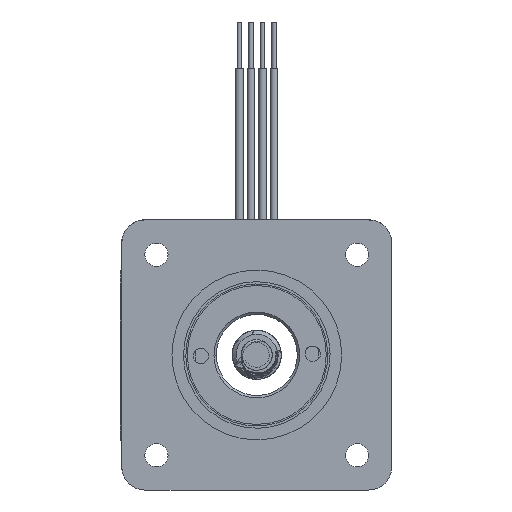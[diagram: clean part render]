
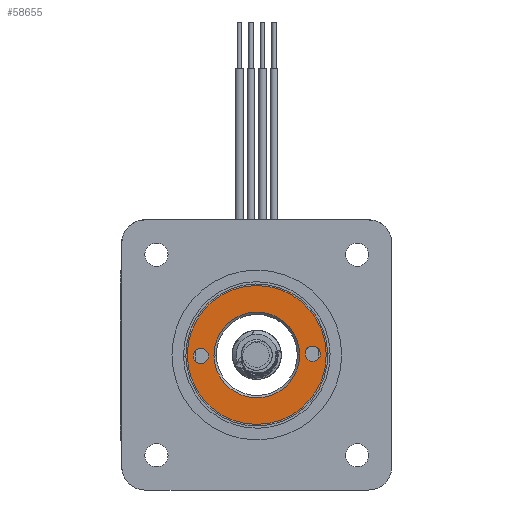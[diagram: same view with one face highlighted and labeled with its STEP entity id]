
A CAD part, front view. The second image highlights one B-rep face of the part: STEP entity #58655.
In plain terms, the highlighted face is planar.
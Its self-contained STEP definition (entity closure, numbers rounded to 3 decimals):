
#513 = DIRECTION ( 'NONE',  ( 1., 0., 0. ) ) ;
#971 = AXIS2_PLACEMENT_3D ( 'NONE', #59450, #22044, #31326 ) ;
#2792 = PLANE ( 'NONE',  #7399 ) ;
#4602 = CIRCLE ( 'NONE', #50894, 5.55 ) ;
#5445 = CARTESIAN_POINT ( 'NONE',  ( 0., 0., 0. ) ) ;
#6569 = ORIENTED_EDGE ( 'NONE', *, *, #20955, .T. ) ;
#7399 = AXIS2_PLACEMENT_3D ( 'NONE', #21630, #40816, #17317 ) ;
#9148 = VERTEX_POINT ( 'NONE', #22039 ) ;
#9681 = VERTEX_POINT ( 'NONE', #33303 ) ;
#11865 = ORIENTED_EDGE ( 'NONE', *, *, #49402, .T. ) ;
#13821 = EDGE_CURVE ( 'NONE', #53655, #48354, #4602, .T. ) ;
#14285 = DIRECTION ( 'NONE',  ( 1., 0., 0. ) ) ;
#14660 = CIRCLE ( 'NONE', #38345, 1. ) ;
#14925 = ORIENTED_EDGE ( 'NONE', *, *, #39744, .T. ) ;
#15345 = CARTESIAN_POINT ( 'NONE',  ( 8.25, 0., 0. ) ) ;
#16307 = CARTESIAN_POINT ( 'NONE',  ( 0., 0., 0. ) ) ;
#16745 = CARTESIAN_POINT ( 'NONE',  ( 5.55, 0., 0. ) ) ;
#17317 = DIRECTION ( 'NONE',  ( 1., 0., 0. ) ) ;
#18243 = DIRECTION ( 'NONE',  ( 0., 0., 1. ) ) ;
#20955 = EDGE_CURVE ( 'NONE', #48510, #59670, #43407, .T. ) ;
#21239 = DIRECTION ( 'NONE',  ( 1., 0., 0. ) ) ;
#21322 = FACE_OUTER_BOUND ( 'NONE', #25463, .T. ) ;
#21443 = ORIENTED_EDGE ( 'NONE', *, *, #57729, .T. ) ;
#21630 = CARTESIAN_POINT ( 'NONE',  ( 0., 0., 0. ) ) ;
#22039 = CARTESIAN_POINT ( 'NONE',  ( 6.25, 0., 0. ) ) ;
#22044 = DIRECTION ( 'NONE',  ( 0., 0., -1. ) ) ;
#23995 = DIRECTION ( 'NONE',  ( 0., 0., 1. ) ) ;
#24891 = CARTESIAN_POINT ( 'NONE',  ( -9.2, 0., 0. ) ) ;
#25463 = EDGE_LOOP ( 'NONE', ( #6569, #21443 ) ) ;
#25669 = CARTESIAN_POINT ( 'NONE',  ( 0., 0., 0. ) ) ;
#26299 = AXIS2_PLACEMENT_3D ( 'NONE', #16307, #44751, #21239 ) ;
#26890 = FACE_BOUND ( 'NONE', #49833, .T. ) ;
#27513 = AXIS2_PLACEMENT_3D ( 'NONE', #41338, #60176, #41943 ) ;
#29335 = AXIS2_PLACEMENT_3D ( 'NONE', #37789, #56628, #14285 ) ;
#30179 = CARTESIAN_POINT ( 'NONE',  ( -8.25, 0., 0. ) ) ;
#31140 = AXIS2_PLACEMENT_3D ( 'NONE', #5445, #23995, #513 ) ;
#31326 = DIRECTION ( 'NONE',  ( 1., 0., 0. ) ) ;
#33303 = CARTESIAN_POINT ( 'NONE',  ( -6.25, 0., 0. ) ) ;
#33421 = CARTESIAN_POINT ( 'NONE',  ( 7.25, 0., 0. ) ) ;
#33837 = EDGE_CURVE ( 'NONE', #9681, #44866, #49064, .T. ) ;
#36266 = CARTESIAN_POINT ( 'NONE',  ( -7.25, 0., 0. ) ) ;
#37789 = CARTESIAN_POINT ( 'NONE',  ( -7.25, 0., 0. ) ) ;
#38345 = AXIS2_PLACEMENT_3D ( 'NONE', #33421, #52280, #47640 ) ;
#39744 = EDGE_CURVE ( 'NONE', #9148, #41099, #14660, .T. ) ;
#40165 = ORIENTED_EDGE ( 'NONE', *, *, #55265, .T. ) ;
#40816 = DIRECTION ( 'NONE',  ( 0., 0., 1. ) ) ;
#40851 = ORIENTED_EDGE ( 'NONE', *, *, #33837, .T. ) ;
#41099 = VERTEX_POINT ( 'NONE', #15345 ) ;
#41338 = CARTESIAN_POINT ( 'NONE',  ( 7.25, 0., 0. ) ) ;
#41943 = DIRECTION ( 'NONE',  ( 1., 0., 0. ) ) ;
#43407 = CIRCLE ( 'NONE', #971, 9.2 ) ;
#44751 = DIRECTION ( 'NONE',  ( 0., 0., -1. ) ) ;
#44832 = FACE_BOUND ( 'NONE', #54524, .T. ) ;
#44866 = VERTEX_POINT ( 'NONE', #30179 ) ;
#45915 = CARTESIAN_POINT ( 'NONE',  ( -5.55, 0., 0. ) ) ;
#46120 = CARTESIAN_POINT ( 'NONE',  ( 9.2, 0., 0. ) ) ;
#47640 = DIRECTION ( 'NONE',  ( 1., 0., 0. ) ) ;
#48354 = VERTEX_POINT ( 'NONE', #16745 ) ;
#48510 = VERTEX_POINT ( 'NONE', #46120 ) ;
#49064 = CIRCLE ( 'NONE', #29335, 1. ) ;
#49402 = EDGE_CURVE ( 'NONE', #41099, #9148, #54155, .T. ) ;
#49833 = EDGE_LOOP ( 'NONE', ( #55175, #55019 ) ) ;
#50173 = DIRECTION ( 'NONE',  ( 0., 0., 1. ) ) ;
#50412 = DIRECTION ( 'NONE',  ( 1., 0., 0. ) ) ;
#50894 = AXIS2_PLACEMENT_3D ( 'NONE', #25669, #18243, #50412 ) ;
#51140 = EDGE_LOOP ( 'NONE', ( #11865, #14925 ) ) ;
#52280 = DIRECTION ( 'NONE',  ( 0., 0., 1. ) ) ;
#52965 = CIRCLE ( 'NONE', #26299, 9.2 ) ;
#53304 = AXIS2_PLACEMENT_3D ( 'NONE', #36266, #50173, #55115 ) ;
#53655 = VERTEX_POINT ( 'NONE', #45915 ) ;
#54155 = CIRCLE ( 'NONE', #27513, 1. ) ;
#54524 = EDGE_LOOP ( 'NONE', ( #40851, #40165 ) ) ;
#54839 = CIRCLE ( 'NONE', #31140, 5.55 ) ;
#55019 = ORIENTED_EDGE ( 'NONE', *, *, #59640, .T. ) ;
#55115 = DIRECTION ( 'NONE',  ( 1., 0., 0. ) ) ;
#55175 = ORIENTED_EDGE ( 'NONE', *, *, #13821, .T. ) ;
#55265 = EDGE_CURVE ( 'NONE', #44866, #9681, #60209, .T. ) ;
#56628 = DIRECTION ( 'NONE',  ( 0., 0., 1. ) ) ;
#57729 = EDGE_CURVE ( 'NONE', #59670, #48510, #52965, .T. ) ;
#58655 = ADVANCED_FACE ( 'NONE', ( #44832, #59657, #26890, #21322 ), #2792, .F. ) ;
#59450 = CARTESIAN_POINT ( 'NONE',  ( 0., 0., 0. ) ) ;
#59640 = EDGE_CURVE ( 'NONE', #48354, #53655, #54839, .T. ) ;
#59657 = FACE_BOUND ( 'NONE', #51140, .T. ) ;
#59670 = VERTEX_POINT ( 'NONE', #24891 ) ;
#60176 = DIRECTION ( 'NONE',  ( 0., 0., 1. ) ) ;
#60209 = CIRCLE ( 'NONE', #53304, 1. ) ;
